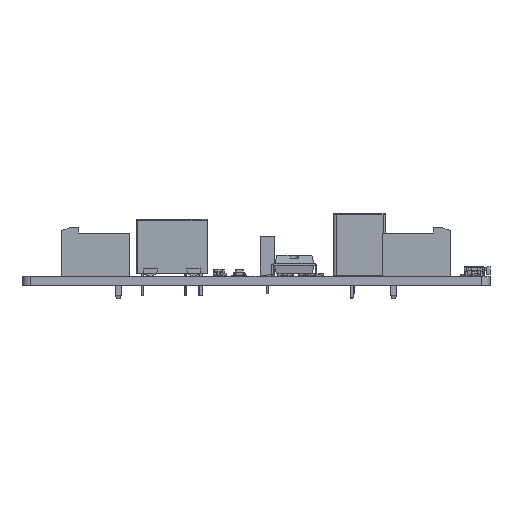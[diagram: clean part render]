
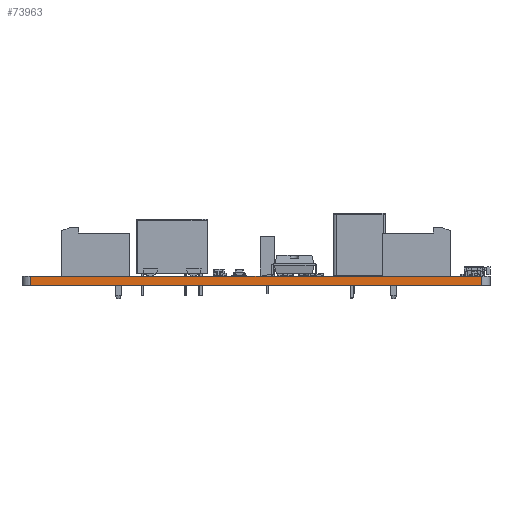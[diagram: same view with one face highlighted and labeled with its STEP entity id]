
A CAD part, front view. The second image highlights one B-rep face of the part: STEP entity #73963.
In plain terms, the highlighted planar face has unit normal (0, -1, 0).
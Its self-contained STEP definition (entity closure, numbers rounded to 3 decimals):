
#70889 = VERTEX_POINT('',#70890);
#70890 = CARTESIAN_POINT('',(39.75,-75.5,0.));
#70897 = EDGE_CURVE('',#70889,#70898,#70900,.T.);
#70898 = VERTEX_POINT('',#70899);
#70899 = CARTESIAN_POINT('',(-39.75,-75.5,0.));
#70900 = LINE('',#70901,#70902);
#70901 = CARTESIAN_POINT('',(39.75,-75.5,0.));
#70902 = VECTOR('',#70903,1.);
#70903 = DIRECTION('',(-1.,0.,0.));
#72404 = VERTEX_POINT('',#72405);
#72405 = CARTESIAN_POINT('',(39.75,-75.5,1.6));
#72412 = EDGE_CURVE('',#72404,#72413,#72415,.T.);
#72413 = VERTEX_POINT('',#72414);
#72414 = CARTESIAN_POINT('',(-39.75,-75.5,1.6));
#72415 = LINE('',#72416,#72417);
#72416 = CARTESIAN_POINT('',(39.75,-75.5,1.6));
#72417 = VECTOR('',#72418,1.);
#72418 = DIRECTION('',(-1.,0.,0.));
#73935 = EDGE_CURVE('',#70889,#72404,#73936,.T.);
#73936 = LINE('',#73937,#73938);
#73937 = CARTESIAN_POINT('',(39.75,-75.5,0.));
#73938 = VECTOR('',#73939,1.);
#73939 = DIRECTION('',(0.,0.,1.));
#73963 = ADVANCED_FACE('',(#73964),#73975,.T.);
#73964 = FACE_BOUND('',#73965,.T.);
#73965 = EDGE_LOOP('',(#73966,#73967,#73968,#73974));
#73966 = ORIENTED_EDGE('',*,*,#73935,.T.);
#73967 = ORIENTED_EDGE('',*,*,#72412,.T.);
#73968 = ORIENTED_EDGE('',*,*,#73969,.F.);
#73969 = EDGE_CURVE('',#70898,#72413,#73970,.T.);
#73970 = LINE('',#73971,#73972);
#73971 = CARTESIAN_POINT('',(-39.75,-75.5,0.));
#73972 = VECTOR('',#73973,1.);
#73973 = DIRECTION('',(0.,0.,1.));
#73974 = ORIENTED_EDGE('',*,*,#70897,.F.);
#73975 = PLANE('',#73976);
#73976 = AXIS2_PLACEMENT_3D('',#73977,#73978,#73979);
#73977 = CARTESIAN_POINT('',(39.75,-75.5,0.));
#73978 = DIRECTION('',(0.,-1.,0.));
#73979 = DIRECTION('',(-1.,0.,0.));
